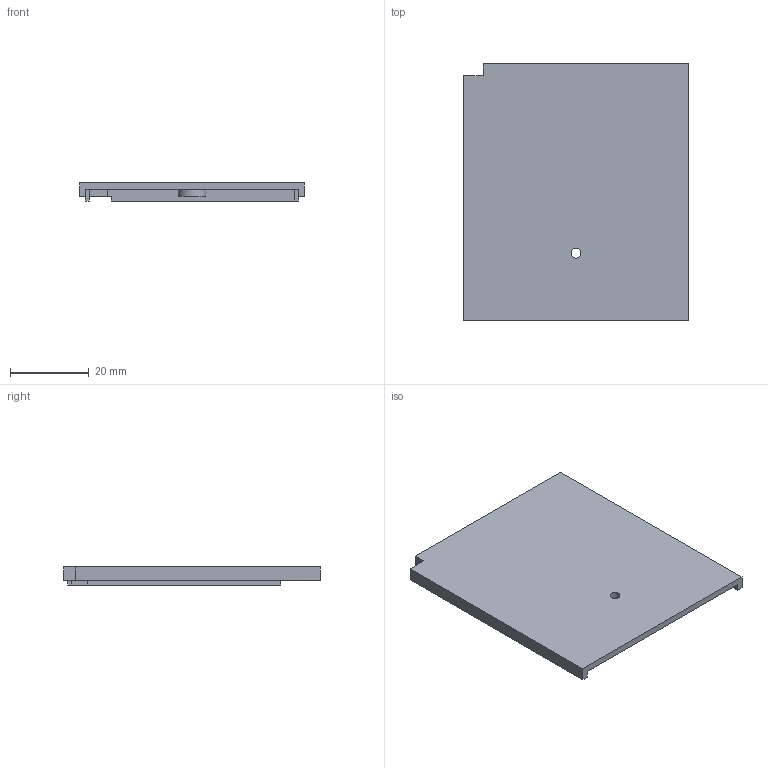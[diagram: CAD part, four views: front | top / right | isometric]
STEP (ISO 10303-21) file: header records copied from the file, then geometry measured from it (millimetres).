
FILE_DESCRIPTION(/* description */ (''),/* implementation_level */ '2;1');
FILE_NAME(/* name */ 'gbcase-bottom.step',/* time_stamp */ '2022-06-01T20:19:01+02:00',/* author */ (''),/* organization */ (''),/* preprocessor_version */ 'ST-DEVELOPER v19',/* originating_system */ 'Autodesk Translation Framework v11.7.0.108',/* authorisation */ '');
FILE_SCHEMA (('AUTOMOTIVE_DESIGN { 1 0 10303 214 3 1 1 }'));
Length unit declared in the file: millimetre
Products named in the file (1): gbcase-bottom
Bounding box: 57 x 65 x 4.6 mm (x, y, z)
Volume: 6861.4 mm3; surface area: 8856.5 mm2
Topology: 1 solids, 1 shells, 28 faces, 73 edges, 48 vertices
Faces by surface type: plane 26, cylinder 2
Full cylindrical faces by diameter (mm): 2.5 x1, 7 x1
Entity records: 889 total; most frequent: CARTESIAN_POINT 150, ORIENTED_EDGE 146, DIRECTION 135, EDGE_CURVE 73, LINE 69, VECTOR 69, VERTEX_POINT 48, AXIS2_PLACEMENT_3D 33
